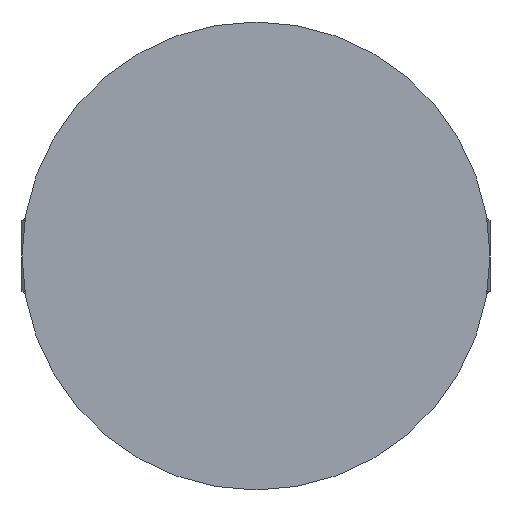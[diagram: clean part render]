
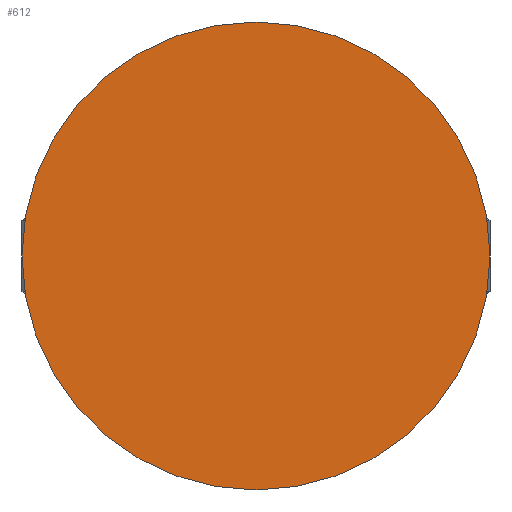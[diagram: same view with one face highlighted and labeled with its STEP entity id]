
A CAD part, front view. The second image highlights one B-rep face of the part: STEP entity #612.
In plain terms, the highlighted planar face has unit normal (0, -1, 0).
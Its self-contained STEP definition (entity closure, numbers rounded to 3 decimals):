
#18 = DIRECTION ( 'NONE',  ( 0., 0., 1. ) ) ;
#58 = AXIS2_PLACEMENT_3D ( 'NONE', #753, #99, #18 ) ;
#88 = EDGE_CURVE ( 'NONE', #709, #511, #821, .T. ) ;
#89 = FACE_OUTER_BOUND ( 'NONE', #372, .T. ) ;
#99 = DIRECTION ( 'NONE',  ( 0., 1., 0. ) ) ;
#146 = PLANE ( 'NONE',  #229 ) ;
#217 = DIRECTION ( 'NONE',  ( 0., 1., 0. ) ) ;
#229 = AXIS2_PLACEMENT_3D ( 'NONE', #304, #1052, #633 ) ;
#304 = CARTESIAN_POINT ( 'NONE',  ( 0., 0., 0. ) ) ;
#312 = CARTESIAN_POINT ( 'NONE',  ( 0., 0., 40. ) ) ;
#372 = EDGE_LOOP ( 'NONE', ( #735, #1028 ) ) ;
#448 = DIRECTION ( 'NONE',  ( 0., 0., 1. ) ) ;
#511 = VERTEX_POINT ( 'NONE', #650 ) ;
#530 = CARTESIAN_POINT ( 'NONE',  ( 0., 0., 0. ) ) ;
#612 = ADVANCED_FACE ( 'NONE', ( #89 ), #146, .F. ) ;
#621 = CIRCLE ( 'NONE', #58, 40. ) ;
#633 = DIRECTION ( 'NONE',  ( 0., 0., 1. ) ) ;
#650 = CARTESIAN_POINT ( 'NONE',  ( 0., 0., -40. ) ) ;
#692 = AXIS2_PLACEMENT_3D ( 'NONE', #530, #217, #448 ) ;
#709 = VERTEX_POINT ( 'NONE', #312 ) ;
#735 = ORIENTED_EDGE ( 'NONE', *, *, #835, .F. ) ;
#753 = CARTESIAN_POINT ( 'NONE',  ( 0., 0., 0. ) ) ;
#821 = CIRCLE ( 'NONE', #692, 40. ) ;
#835 = EDGE_CURVE ( 'NONE', #511, #709, #621, .T. ) ;
#1028 = ORIENTED_EDGE ( 'NONE', *, *, #88, .F. ) ;
#1052 = DIRECTION ( 'NONE',  ( 0., 1., 0. ) ) ;
